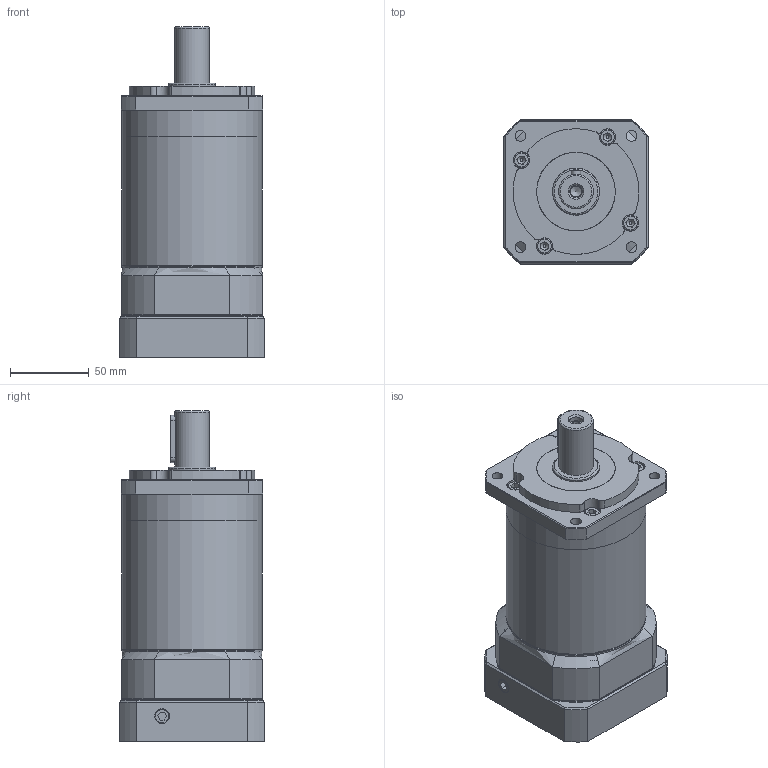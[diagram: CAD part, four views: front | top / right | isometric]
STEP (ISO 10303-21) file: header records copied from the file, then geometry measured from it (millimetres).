
FILE_DESCRIPTION((''),'2;1');
FILE_NAME('KFB-90-2.stp','2012-02-15T13:37:41',('young'),(''),'Autodesk Inventor 2012','Autodesk Inventor 2012','');
FILE_SCHEMA(('AUTOMOTIVE_DESIGN { 1 0 10303 214 1 1 1 1 }'));
Length unit declared in the file: millimetre
Products named in the file (1): KFB-90-2
Bounding box: 92 x 92 x 210.2 mm (x, y, z)
Volume: 746510.3 mm3; surface area: 201171.4 mm2
Topology: 25 solids, 25 shells, 801 faces, 1834 edges, 1157 vertices
Faces by surface type: plane 414, cylinder 208, cone 104, bspline 44, torus 31
Full cylindrical faces by diameter (mm): 0.227 x1, 5 x8, 5.1 x1, 6 x21, 6.5 x1, 6.8 x17, 8 x1, 8.433 x2, 9.5 x2, 10 x13, 10.5 x4, 11 x5, 11.3 x1, 19.2 x1, 22 x1, 23.2 x1, 24.9 x1, 25 x1, 28.4 x1, 29.8 x2, 30 x3, 38 x1, 39 x1, 40 x2, 42 x1, 45 x2, 50 x2, 55 x1, 59 x1, 63 x1
Entity records: 23171 total; most frequent: CARTESIAN_POINT 5874, DIRECTION 3623, ORIENTED_EDGE 3156, EDGE_CURVE 1578, AXIS2_PLACEMENT_3D 1418, EDGE_LOOP 1147, VERTEX_POINT 1111, FACE_OUTER_BOUND 801
